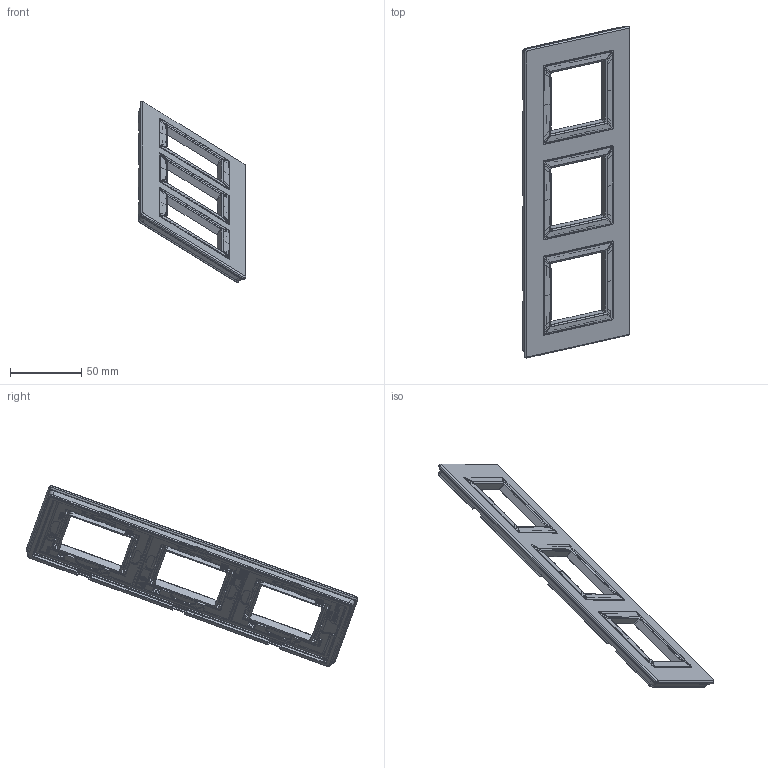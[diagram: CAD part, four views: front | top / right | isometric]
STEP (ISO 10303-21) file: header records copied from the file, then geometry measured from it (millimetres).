
FILE_DESCRIPTION(('CATIA V5 STEP Exchange'),'2;1');
FILE_NAME('44PV26XX.stp','2025-08-28T12:04:55+00:00',('none'),('none'),'CATIA Version 5-6 Release 2016 SP6','CATIA V5 STEP AP203','none');
FILE_SCHEMA(('CONFIG_CONTROL_DESIGN'));
Products named in the file (1): 44PV26XX
Assembly tree (7 placements, depth 2):
  44PV26XX
    #57
    #136439
    #137914  x3
    #165804
    #170261
Bounding box: 75.4 x 232.37 x 126.53 mm (x, y, z)
Volume: 62511.8 mm3; surface area: 94957.6 mm2
Topology: 12 solids, 12 shells, 5629 faces, 14856 edges, 9039 vertices
Faces by surface type: plane 2756, cylinder 1267, bspline 1198, torus 147, sphere 120, cone 105, extrusion 20, revolution 16
Entity records: 170282 total; most frequent: CARTESIAN_POINT 70128, ORIENTED_EDGE 24160, DIRECTION 14607, EDGE_CURVE 12080, VECTOR 7696, LINE 7676, VERTEX_POINT 7563, EDGE_LOOP 4757
